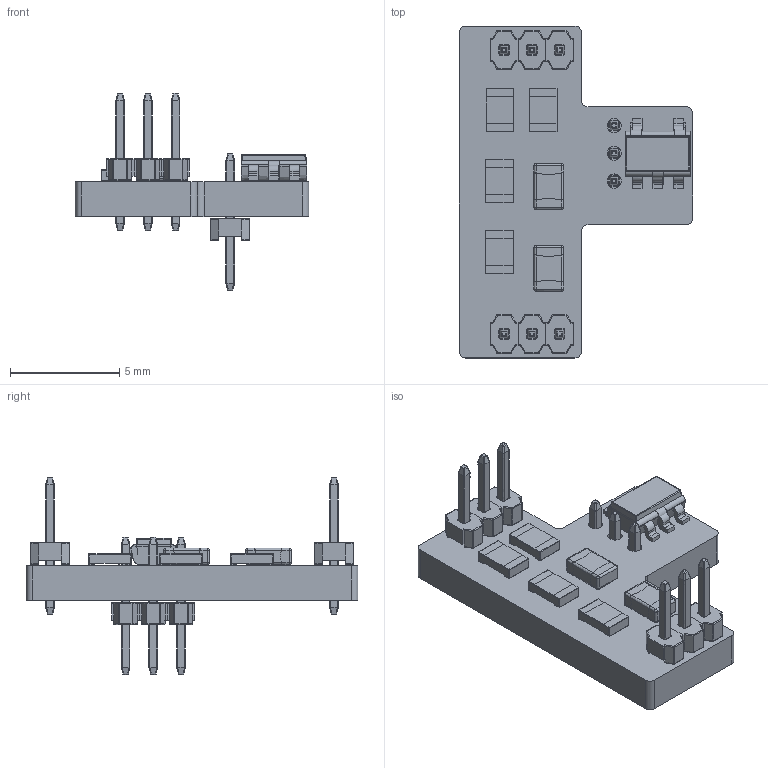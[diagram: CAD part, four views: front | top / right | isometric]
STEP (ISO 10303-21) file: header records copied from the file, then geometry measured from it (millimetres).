
FILE_DESCRIPTION(('KiCad electronic assembly'),'2;1');
FILE_NAME('magdilocks-v2.0.step','2022-07-04T15:42:12',('Pcbnew'),( 'Kicad'),'Open CASCADE STEP processor 7.6','KiCad to STEP converter' ,'Unknown');
FILE_SCHEMA(('AUTOMOTIVE_DESIGN { 1 0 10303 214 1 1 1 1 }'));
Length unit declared in the file: millimetre
Products named in the file (12): magdilocks-v2.0 1; CONN_HEADER_MALE_1X3PIN_P1.27MM_TH; COMPOUND; C_0805; R_0805; SOT-23-5; SOT-23-3; magdilocks PCB
Assembly tree (17 placements, depth 3):
  magdilocks-v2.0 1
    CONN_HEADER_MALE_1X3PIN_P1.27MM_TH  x3
      COMPOUND
    C_0805  x2
      COMPOUND
    R_0805  x4
      COMPOUND
    SOT-23-5
      COMPOUND
    SOT-23-3
      COMPOUND
    magdilocks PCB
Bounding box: 10.7 x 15.2 x 9.05 mm (x, y, z)
Volume: 218 mm3; surface area: 611.9 mm2
Topology: 39 solids, 39 shells, 1434 faces, 3551 edges, 2052 vertices
Faces by surface type: bspline 1407, cylinder 17, plane 10
Full cylindrical faces by diameter (mm): 0.65 x9
Entity records: 35810 total; most frequent: CARTESIAN_POINT 16856, B_SPLINE_CURVE_WITH_KNOTS 3317, ORIENTED_EDGE 2802, PCURVE 2802, DEFINITIONAL_REPRESENTATION 2802, EDGE_CURVE 1401, SURFACE_CURVE 1391, VERTEX_POINT 848
